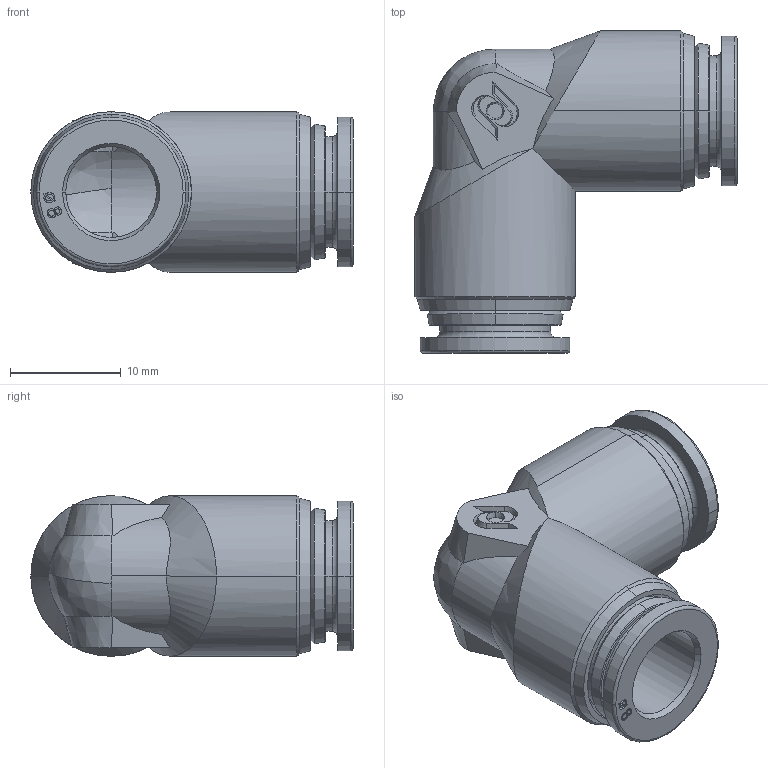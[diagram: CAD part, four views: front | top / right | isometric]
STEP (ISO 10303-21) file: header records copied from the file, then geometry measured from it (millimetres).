
FILE_DESCRIPTION (( 'STEP AP214' ), '1' );
FILE_NAME ('5913000003A.STEP', '2016-05-13T07:58:30', ( '' ), ( '' ), 'SwSTEP 2.0', 'SolidWorks 2016', '' );
FILE_SCHEMA (( 'AUTOMOTIVE_DESIGN' ));
Length unit declared in the file: millimetre
Products named in the file (1): 5913000003A
Bounding box: 29.1 x 29.1 x 14.5 mm (x, y, z)
Surface area: 3022.5 mm2 (no closed solid volume)
Topology: 0 solids, 5 shells, 205 faces, 525 edges, 344 vertices
Faces by surface type: bspline 69, plane 63, cone 34, cylinder 27, torus 12
Entity records: 12079 total; most frequent: CARTESIAN_POINT 5298, ORIENTED_EDGE 1014, DIRECTION 745, EDGE_CURVE 525, VERTEX_POINT 344, AXIS2_PLACEMENT_3D 267, EDGE_LOOP 233, LINE 211
